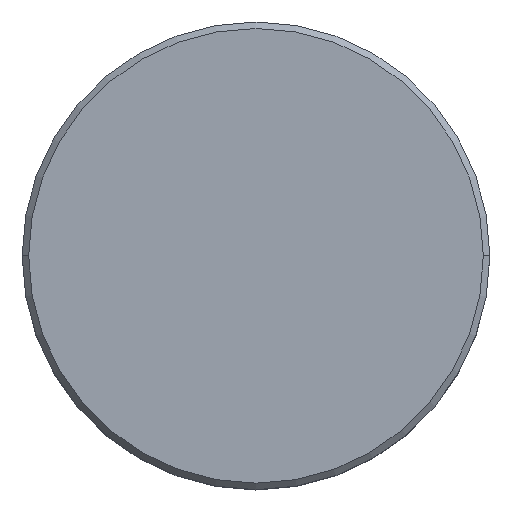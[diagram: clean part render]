
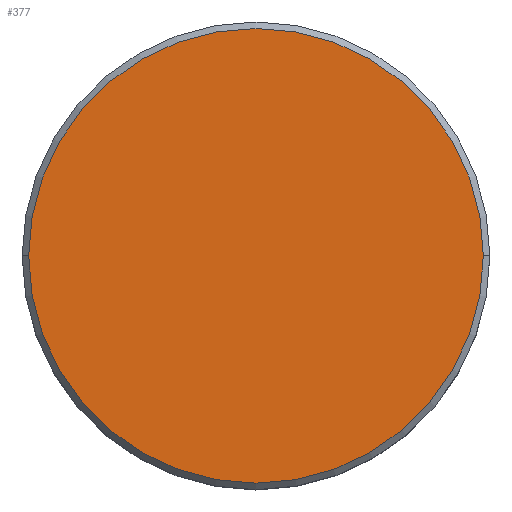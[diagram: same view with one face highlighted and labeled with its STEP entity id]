
A CAD part, top view. The second image highlights one B-rep face of the part: STEP entity #377.
In plain terms, the highlighted planar face has unit normal (0, 0, 1).
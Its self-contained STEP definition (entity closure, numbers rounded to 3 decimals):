
#1 = AXIS2_PLACEMENT_3D ( 'NONE', #404, #165, #94 ) ;
#43 = DIRECTION ( 'NONE',  ( 1., 0., 0. ) ) ;
#47 = CARTESIAN_POINT ( 'NONE',  ( 0., 0., 0. ) ) ;
#82 = ORIENTED_EDGE ( 'NONE', *, *, #371, .T. ) ;
#94 = DIRECTION ( 'NONE',  ( 1., 0., 0. ) ) ;
#98 = VERTEX_POINT ( 'NONE', #109 ) ;
#107 = AXIS2_PLACEMENT_3D ( 'NONE', #47, #290, #43 ) ;
#109 = CARTESIAN_POINT ( 'NONE',  ( 17.5, 0., 0. ) ) ;
#110 = EDGE_LOOP ( 'NONE', ( #388, #82 ) ) ;
#141 = DIRECTION ( 'NONE',  ( 1., 0., 0. ) ) ;
#165 = DIRECTION ( 'NONE',  ( 0., 0., 1. ) ) ;
#187 = FACE_OUTER_BOUND ( 'NONE', #110, .T. ) ;
#204 = CIRCLE ( 'NONE', #1, 17.5 ) ;
#253 = DIRECTION ( 'NONE',  ( 0., 0., 1. ) ) ;
#256 = CARTESIAN_POINT ( 'NONE',  ( 0., 0., 0. ) ) ;
#290 = DIRECTION ( 'NONE',  ( 0., 0., 1. ) ) ;
#308 = CARTESIAN_POINT ( 'NONE',  ( -17.5, 0., 0. ) ) ;
#333 = EDGE_CURVE ( 'NONE', #436, #98, #204, .T. ) ;
#339 = CIRCLE ( 'NONE', #107, 17.5 ) ;
#350 = AXIS2_PLACEMENT_3D ( 'NONE', #256, #253, #141 ) ;
#371 = EDGE_CURVE ( 'NONE', #98, #436, #339, .T. ) ;
#377 = ADVANCED_FACE ( 'NONE', ( #187 ), #424, .T. ) ;
#388 = ORIENTED_EDGE ( 'NONE', *, *, #333, .T. ) ;
#404 = CARTESIAN_POINT ( 'NONE',  ( 0., 0., 0. ) ) ;
#424 = PLANE ( 'NONE',  #350 ) ;
#436 = VERTEX_POINT ( 'NONE', #308 ) ;
